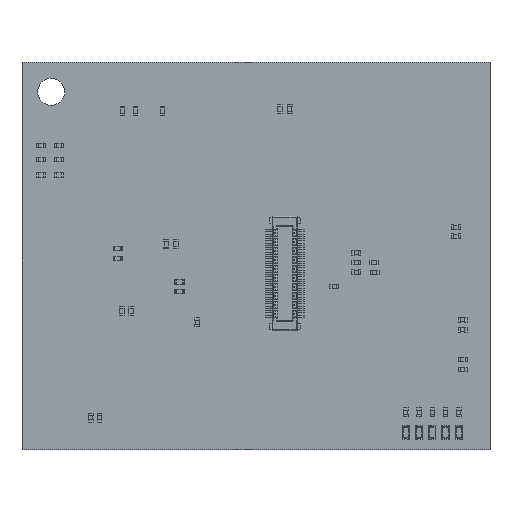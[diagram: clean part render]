
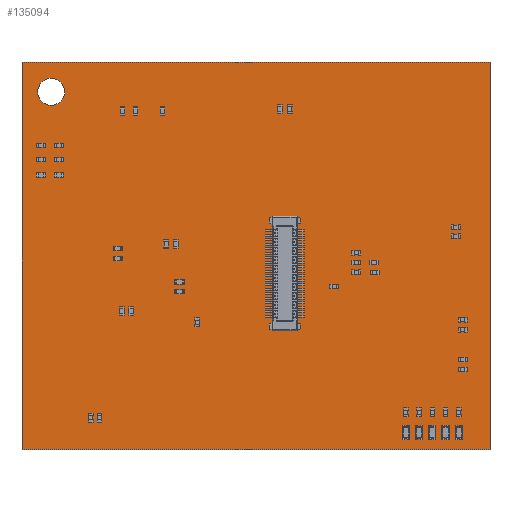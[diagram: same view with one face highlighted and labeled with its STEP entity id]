
A CAD part, top view. The second image highlights one B-rep face of the part: STEP entity #135094.
In plain terms, the highlighted planar face has unit normal (0, 0, 1).
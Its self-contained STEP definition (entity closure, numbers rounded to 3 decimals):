
#134971 = VERTEX_POINT('',#134972);
#134972 = CARTESIAN_POINT('',(160.,-223.,1.54));
#134978 = EDGE_CURVE('',#134971,#134979,#134981,.T.);
#134979 = VERTEX_POINT('',#134980);
#134980 = CARTESIAN_POINT('',(108.,-223.,1.54));
#134981 = LINE('',#134982,#134983);
#134982 = CARTESIAN_POINT('',(160.,-223.,1.54));
#134983 = VECTOR('',#134984,1.);
#134984 = DIRECTION('',(-1.,0.,0.));
#135011 = VERTEX_POINT('',#135012);
#135012 = CARTESIAN_POINT('',(160.,-180.,1.54));
#135018 = EDGE_CURVE('',#135011,#134971,#135019,.T.);
#135019 = LINE('',#135020,#135021);
#135020 = CARTESIAN_POINT('',(160.,-180.,1.54));
#135021 = VECTOR('',#135022,1.);
#135022 = DIRECTION('',(0.,-1.,0.));
#135040 = EDGE_CURVE('',#134979,#135041,#135043,.T.);
#135041 = VERTEX_POINT('',#135042);
#135042 = CARTESIAN_POINT('',(108.,-180.,1.54));
#135043 = LINE('',#135044,#135045);
#135044 = CARTESIAN_POINT('',(108.,-223.,1.54));
#135045 = VECTOR('',#135046,1.);
#135046 = DIRECTION('',(0.,1.,0.));
#135094 = ADVANCED_FACE('',(#135095,#135106),#135117,.T.);
#135095 = FACE_BOUND('',#135096,.T.);
#135096 = EDGE_LOOP('',(#135097,#135098,#135099,#135105));
#135097 = ORIENTED_EDGE('',*,*,#134978,.F.);
#135098 = ORIENTED_EDGE('',*,*,#135018,.F.);
#135099 = ORIENTED_EDGE('',*,*,#135100,.F.);
#135100 = EDGE_CURVE('',#135041,#135011,#135101,.T.);
#135101 = LINE('',#135102,#135103);
#135102 = CARTESIAN_POINT('',(108.,-180.,1.54));
#135103 = VECTOR('',#135104,1.);
#135104 = DIRECTION('',(1.,0.,0.));
#135105 = ORIENTED_EDGE('',*,*,#135040,.F.);
#135106 = FACE_BOUND('',#135107,.T.);
#135107 = EDGE_LOOP('',(#135108));
#135108 = ORIENTED_EDGE('',*,*,#135109,.T.);
#135109 = EDGE_CURVE('',#135110,#135110,#135112,.T.);
#135110 = VERTEX_POINT('',#135111);
#135111 = CARTESIAN_POINT('',(111.25,-184.75,1.54));
#135112 = CIRCLE('',#135113,1.5);
#135113 = AXIS2_PLACEMENT_3D('',#135114,#135115,#135116);
#135114 = CARTESIAN_POINT('',(111.25,-183.25,1.54));
#135115 = DIRECTION('',(-0.,0.,-1.));
#135116 = DIRECTION('',(-0.,-1.,0.));
#135117 = PLANE('',#135118);
#135118 = AXIS2_PLACEMENT_3D('',#135119,#135120,#135121);
#135119 = CARTESIAN_POINT('',(0.,0.,1.54));
#135120 = DIRECTION('',(0.,0.,1.));
#135121 = DIRECTION('',(1.,0.,-0.));
